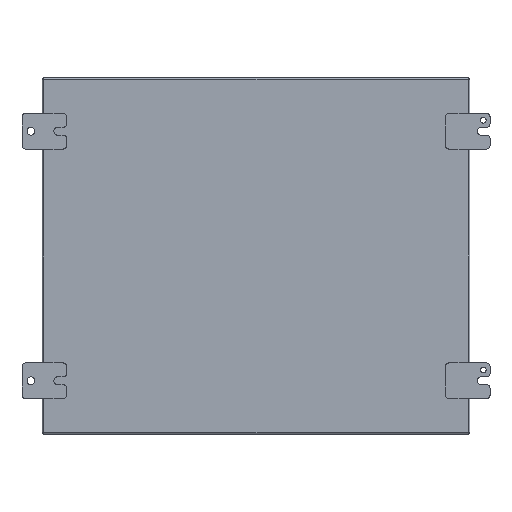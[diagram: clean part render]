
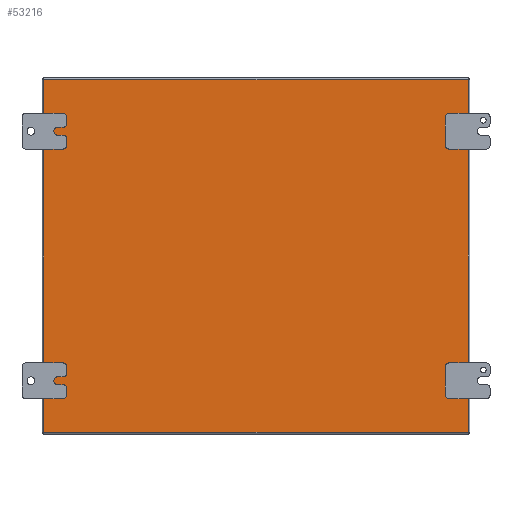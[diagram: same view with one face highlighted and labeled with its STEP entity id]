
A CAD part, left-side view. The second image highlights one B-rep face of the part: STEP entity #53216.
In plain terms, the highlighted face is planar.
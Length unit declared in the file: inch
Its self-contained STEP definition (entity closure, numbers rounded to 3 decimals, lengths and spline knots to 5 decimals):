
#315 = EDGE_CURVE ( 'NONE', #6571, #61378, #87601, .T. ) ;
#4436 = ORIENTED_EDGE ( 'NONE', *, *, #315, .F. ) ;
#6571 = VERTEX_POINT ( 'NONE', #73942 ) ;
#10879 = LINE ( 'NONE', #79642, #104922 ) ;
#11033 = CARTESIAN_POINT ( 'NONE',  ( 9.892, 0., -11.892 ) ) ;
#11591 = CARTESIAN_POINT ( 'NONE',  ( 9.892, 0., 11.892 ) ) ;
#12243 = DIRECTION ( 'NONE',  ( 0., 0., -1. ) ) ;
#12747 = ORIENTED_EDGE ( 'NONE', *, *, #60166, .F. ) ;
#15528 = ORIENTED_EDGE ( 'NONE', *, *, #99463, .F. ) ;
#21412 = DIRECTION ( 'NONE',  ( 0., 0., 1. ) ) ;
#25697 = CARTESIAN_POINT ( 'NONE',  ( -9.892, 0., -11.892 ) ) ;
#28145 = CARTESIAN_POINT ( 'NONE',  ( -9.892, 0., 11.892 ) ) ;
#34205 = EDGE_CURVE ( 'NONE', #61378, #103608, #98641, .T. ) ;
#35266 = VECTOR ( 'NONE', #58275, 39.37008 ) ;
#36303 = DIRECTION ( 'NONE',  ( 0., -1., 0. ) ) ;
#51793 = EDGE_LOOP ( 'NONE', ( #81159, #4436, #15528, #12747 ) ) ;
#53216 = ADVANCED_FACE ( 'NONE', ( #103993 ), #53882, .F. ) ;
#53882 = PLANE ( 'NONE',  #96372 ) ;
#54752 = VERTEX_POINT ( 'NONE', #11591 ) ;
#58275 = DIRECTION ( 'NONE',  ( 0., 0., -1. ) ) ;
#60166 = EDGE_CURVE ( 'NONE', #103608, #54752, #10879, .T. ) ;
#61378 = VERTEX_POINT ( 'NONE', #78279 ) ;
#62310 = CARTESIAN_POINT ( 'NONE',  ( -10., 0., -12. ) ) ;
#73942 = CARTESIAN_POINT ( 'NONE',  ( -9.892, 0., 11.892 ) ) ;
#77190 = DIRECTION ( 'NONE',  ( -1., 0., 0. ) ) ;
#78279 = CARTESIAN_POINT ( 'NONE',  ( -9.892, 0., -11.892 ) ) ;
#79642 = CARTESIAN_POINT ( 'NONE',  ( 9.892, 0., 11.892 ) ) ;
#80817 = LINE ( 'NONE', #28145, #98948 ) ;
#81159 = ORIENTED_EDGE ( 'NONE', *, *, #34205, .F. ) ;
#81770 = VECTOR ( 'NONE', #102293, 39.37008 ) ;
#87601 = LINE ( 'NONE', #25697, #35266 ) ;
#95188 = CARTESIAN_POINT ( 'NONE',  ( 9.892, 0., -11.892 ) ) ;
#96372 = AXIS2_PLACEMENT_3D ( 'NONE', #62310, #36303, #12243 ) ;
#98641 = LINE ( 'NONE', #11033, #81770 ) ;
#98948 = VECTOR ( 'NONE', #77190, 39.37008 ) ;
#99463 = EDGE_CURVE ( 'NONE', #54752, #6571, #80817, .T. ) ;
#102293 = DIRECTION ( 'NONE',  ( 1., 0., 0. ) ) ;
#103608 = VERTEX_POINT ( 'NONE', #95188 ) ;
#103993 = FACE_OUTER_BOUND ( 'NONE', #51793, .T. ) ;
#104922 = VECTOR ( 'NONE', #21412, 39.37008 ) ;
